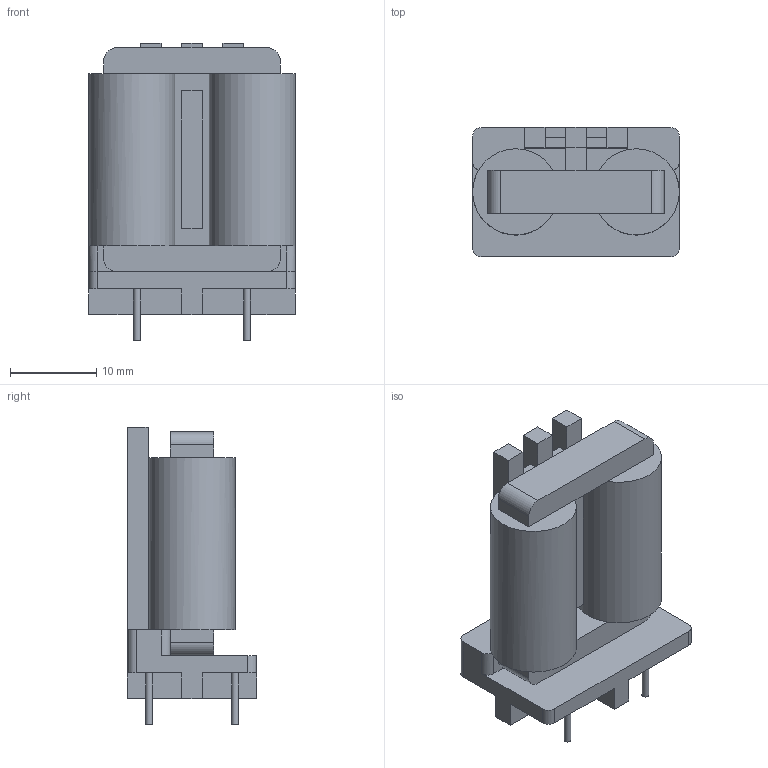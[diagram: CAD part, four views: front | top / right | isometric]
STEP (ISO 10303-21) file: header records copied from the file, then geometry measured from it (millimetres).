
FILE_DESCRIPTION(('FreeCAD Model'),'2;1');
FILE_NAME('Open CASCADE Shape Model','2025-12-02T13:49:53',( 'kicad StepUp'),('ksu MCAD'),'Open CASCADE STEP processor 7.8', 'FreeCAD','Unknown');
FILE_SCHEMA(('AUTOMOTIVE_DESIGN { 1 0 10303 214 1 1 1 1 }'));
Length unit declared in the file: millimetre
Products named in the file (1): PDSQAT2418
Bounding box: 24 x 15 x 34.5 mm (x, y, z)
Volume: 5815.3 mm3; surface area: 3885.8 mm2
Topology: 1 solids, 1 shells, 75 faces, 204 edges, 134 vertices
Faces by surface type: plane 59, cylinder 16
Full cylindrical faces by diameter (mm): 0.8 x4, 10 x2
Entity records: 3058 total; most frequent: CARTESIAN_POINT 414, ORIENTED_EDGE 408, DIRECTION 400, EDGE_CURVE 204, LINE 160, VECTOR 160, VERTEX_POINT 134, AXIS2_PLACEMENT_3D 120
